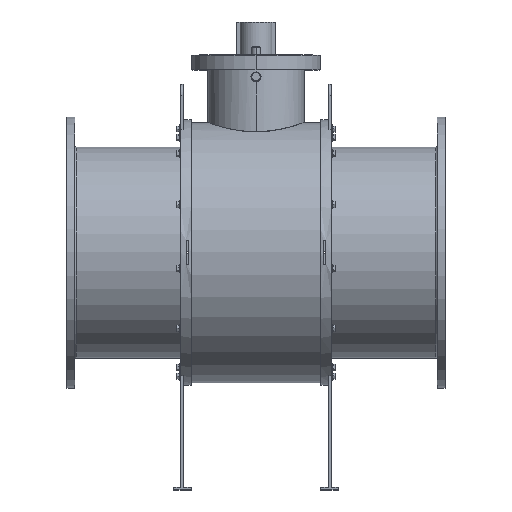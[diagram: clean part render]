
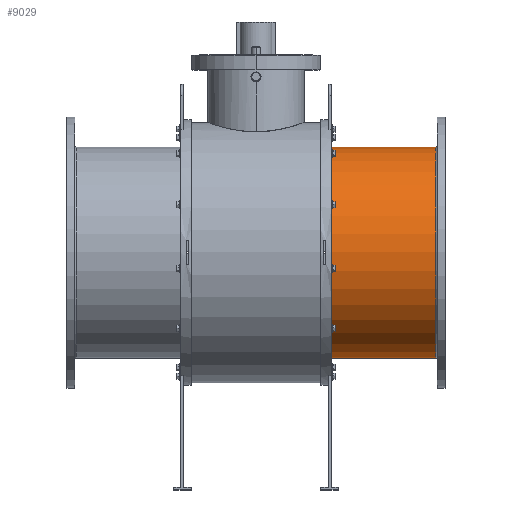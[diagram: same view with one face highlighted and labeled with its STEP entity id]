
A CAD part, top view. The second image highlights one B-rep face of the part: STEP entity #9029.
In plain terms, the highlighted cylindrical face has radius 388.5 mm (diameter 777 mm), a partial arc.
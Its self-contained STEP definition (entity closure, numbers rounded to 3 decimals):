
#2 = DIRECTION ( 'NONE',  ( 0., 1., 0. ) ) ;
#66 = EDGE_CURVE ( 'NONE', #9570, #7514, #3962, .T. ) ;
#814 = ORIENTED_EDGE ( 'NONE', *, *, #4011, .T. ) ;
#1508 = CARTESIAN_POINT ( 'NONE',  ( -698.5, 0., 0. ) ) ;
#1631 = CARTESIAN_POINT ( 'NONE',  ( 661.5, -388.5, 0. ) ) ;
#1641 = DIRECTION ( 'NONE',  ( -1., 0., 0. ) ) ;
#1668 = VERTEX_POINT ( 'NONE', #2345 ) ;
#2002 = ORIENTED_EDGE ( 'NONE', *, *, #6523, .T. ) ;
#2345 = CARTESIAN_POINT ( 'NONE',  ( 277.5, -388.5, 0. ) ) ;
#2440 = CARTESIAN_POINT ( 'NONE',  ( -698.5, -388.5, 0. ) ) ;
#2451 = CARTESIAN_POINT ( 'NONE',  ( 277.5, 388.5, 0. ) ) ;
#2575 = DIRECTION ( 'NONE',  ( 0., -1., 0. ) ) ;
#2625 = CARTESIAN_POINT ( 'NONE',  ( 277.5, 0., 0. ) ) ;
#3585 = DIRECTION ( 'NONE',  ( -1., 0., 0. ) ) ;
#3647 = CYLINDRICAL_SURFACE ( 'NONE', #12081, 388.5 ) ;
#3962 = CIRCLE ( 'NONE', #12623, 388.5 ) ;
#4011 = EDGE_CURVE ( 'NONE', #11635, #1668, #10732, .T. ) ;
#4484 = DIRECTION ( 'NONE',  ( 0., 0., -1. ) ) ;
#4586 = AXIS2_PLACEMENT_3D ( 'NONE', #2625, #10976, #4484 ) ;
#4794 = CARTESIAN_POINT ( 'NONE',  ( -698.5, 388.5, 0. ) ) ;
#5906 = EDGE_CURVE ( 'NONE', #9570, #1668, #12229, .T. ) ;
#6523 = EDGE_CURVE ( 'NONE', #7514, #11635, #10221, .T. ) ;
#6651 = DIRECTION ( 'NONE',  ( -1., 0., 0. ) ) ;
#6798 = ORIENTED_EDGE ( 'NONE', *, *, #66, .T. ) ;
#7259 = VECTOR ( 'NONE', #1641, 1000. ) ;
#7353 = ORIENTED_EDGE ( 'NONE', *, *, #5906, .F. ) ;
#7514 = VERTEX_POINT ( 'NONE', #10921 ) ;
#7768 = VECTOR ( 'NONE', #3585, 1000. ) ;
#8159 = FACE_OUTER_BOUND ( 'NONE', #9018, .T. ) ;
#9018 = EDGE_LOOP ( 'NONE', ( #6798, #2002, #814, #7353 ) ) ;
#9029 = ADVANCED_FACE ( 'NONE', ( #8159 ), #3647, .T. ) ;
#9570 = VERTEX_POINT ( 'NONE', #1631 ) ;
#10221 = LINE ( 'NONE', #4794, #7259 ) ;
#10732 = CIRCLE ( 'NONE', #4586, 388.5 ) ;
#10921 = CARTESIAN_POINT ( 'NONE',  ( 661.5, 388.5, 0. ) ) ;
#10976 = DIRECTION ( 'NONE',  ( 1., 0., 0. ) ) ;
#11356 = DIRECTION ( 'NONE',  ( -1., 0., 0. ) ) ;
#11635 = VERTEX_POINT ( 'NONE', #2451 ) ;
#12081 = AXIS2_PLACEMENT_3D ( 'NONE', #1508, #11356, #2575 ) ;
#12229 = LINE ( 'NONE', #2440, #7768 ) ;
#12623 = AXIS2_PLACEMENT_3D ( 'NONE', #13120, #6651, #2 ) ;
#13120 = CARTESIAN_POINT ( 'NONE',  ( 661.5, 0., 0. ) ) ;
